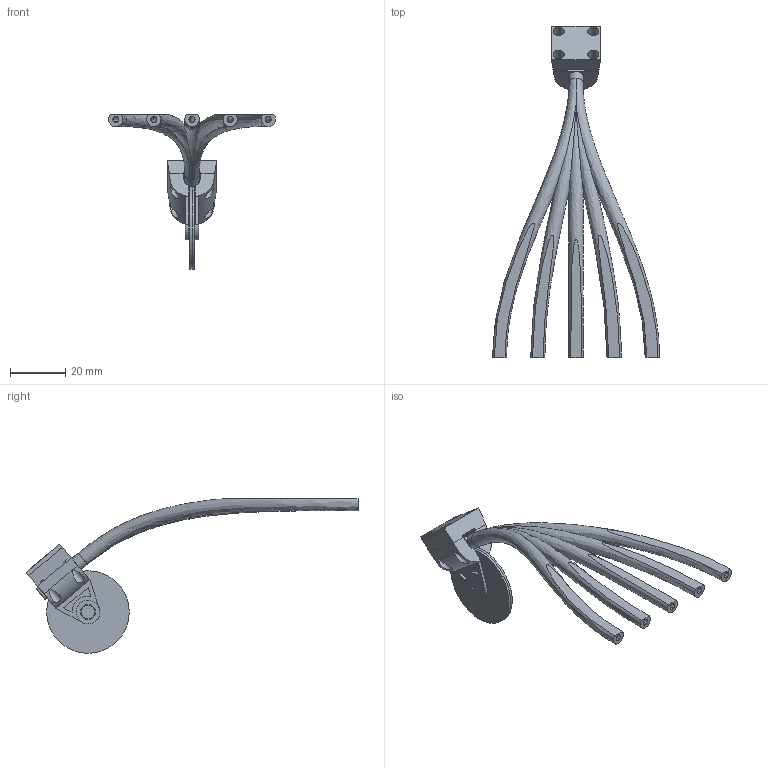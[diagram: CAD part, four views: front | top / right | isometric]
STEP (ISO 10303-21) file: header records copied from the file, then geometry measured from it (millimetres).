
FILE_DESCRIPTION(/* description */ (''),/* implementation_level */ '2;1');
FILE_NAME(/* name */ 'Merger_with_filament_flow_sensor_[WIP].step',/* time_stamp */ '2021-05-11T01:55:38-04:00',/* author */ (''),/* organization */ (''),/* preprocessor_version */ 'ST-DEVELOPER v18.1',/* originating_system */ 'Autodesk Translation Framework v10.6.0.1341',/* authorisation */ '');
FILE_SCHEMA (('AUTOMOTIVE_DESIGN { 1 0 10303 214 3 1 1 }'));
Length unit declared in the file: millimetre
Products named in the file (1): Merger with filament flow sensor
Bounding box: 60.7 x 120.64 x 56.18 mm (x, y, z)
Volume: 11287.4 mm3; surface area: 16714.2 mm2
Topology: 7 solids, 7 shells, 150 faces, 385 edges, 251 vertices
Faces by surface type: plane 75, bspline 42, cylinder 33
Full cylindrical faces by diameter (mm): 3.2 x8, 4 x4, 5 x2, 5.2 x5, 5.6 x3, 8.6 x2, 30 x2
Entity records: 7374 total; most frequent: CARTESIAN_POINT 3916, ORIENTED_EDGE 770, DIRECTION 568, EDGE_CURVE 385, VERTEX_POINT 251, AXIS2_PLACEMENT_3D 200, EDGE_LOOP 188, LINE 168
